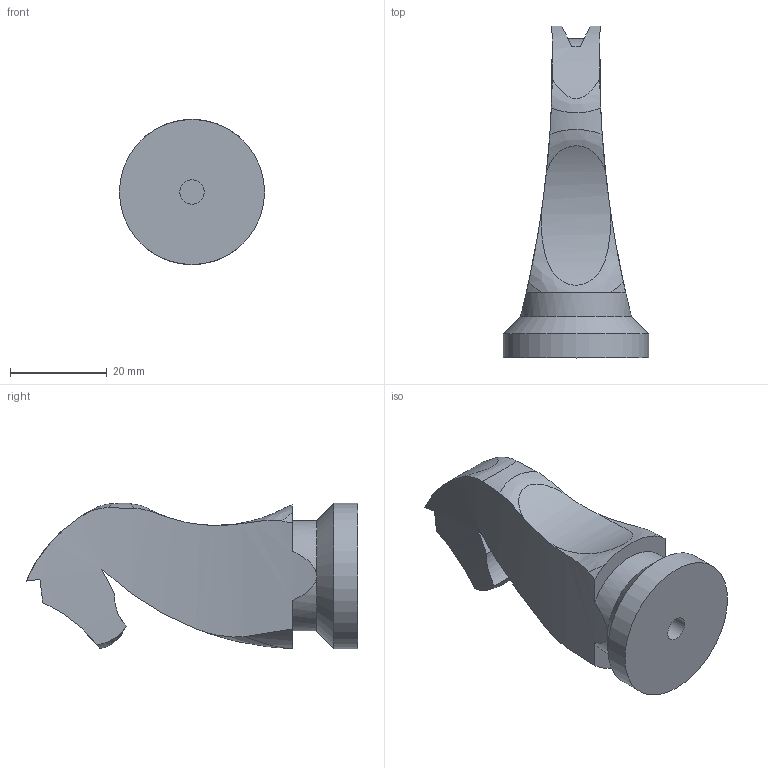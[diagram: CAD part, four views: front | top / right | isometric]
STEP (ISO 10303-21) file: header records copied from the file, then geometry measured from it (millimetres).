
FILE_DESCRIPTION(/* description */ (''),/* implementation_level */ '2;1');
FILE_NAME(/* name */ 'KnightUntagged.stp',/* time_stamp */ '2025-02-27T09:00:21+01:00',/* author */ ('Marcu'),/* organization */ (''),/* preprocessor_version */ 'ST-DEVELOPER v20',/* originating_system */ 'Autodesk Inventor 2025',/* authorisation */ '');
FILE_SCHEMA (('AUTOMOTIVE_DESIGN { 1 0 10303 214 3 1 1 }'));
Length unit declared in the file: millimetre
Products named in the file (1): PawnUntagged
Bounding box: 30 x 68.61 x 30 mm (x, y, z)
Volume: 22910.3 mm3; surface area: 6281.3 mm2
Topology: 1 solids, 1 shells, 33 faces, 87 edges, 57 vertices
Faces by surface type: cylinder 17, plane 10, bspline 5, cone 1
Full cylindrical faces by diameter (mm): 5 x1, 30 x1
Entity records: 1978 total; most frequent: CARTESIAN_POINT 1194, ORIENTED_EDGE 174, DIRECTION 125, EDGE_CURVE 87, VERTEX_POINT 57, AXIS2_PLACEMENT_3D 52, B_SPLINE_CURVE_WITH_KNOTS 43, EDGE_LOOP 34
